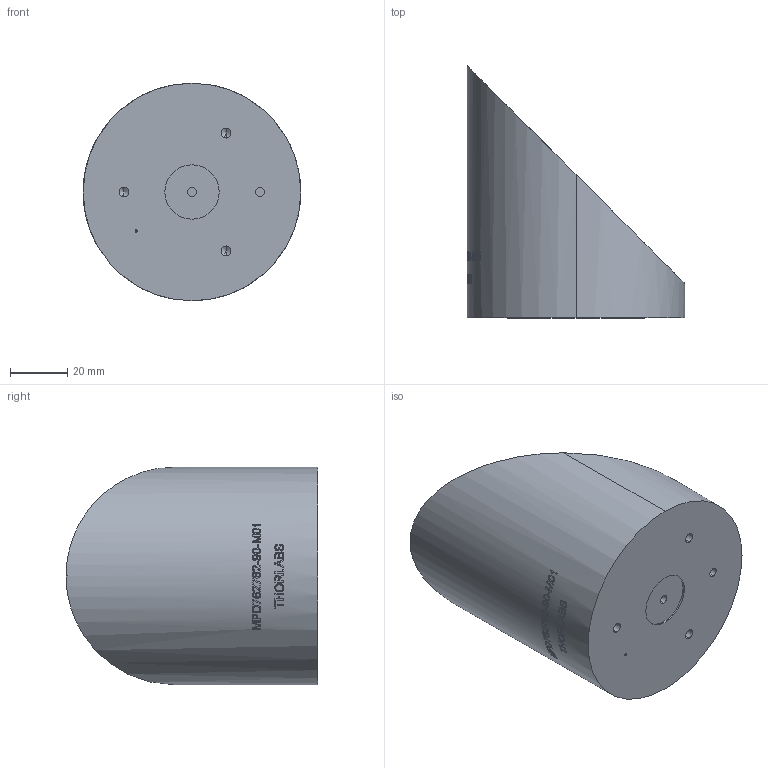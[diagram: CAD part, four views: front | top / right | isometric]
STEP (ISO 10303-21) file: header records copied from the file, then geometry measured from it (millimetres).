
FILE_DESCRIPTION (( 'STEP AP203' ), '1' );
FILE_NAME ('24805-E0W.STEP', '2014-09-08T18:20:36', ( 'admin' ), ( '' ), 'SwSTEP 2.0', 'SolidWorks 2014', '' );
FILE_SCHEMA (( 'CONFIG_CONTROL_DESIGN' ));
Length unit declared in the file: inch
Products named in the file (1): 24805-E0W
Bounding box: 76.2 x 88.2 x 76.2 mm (x, y, z)
Volume: 217117.9 mm3; surface area: 23455.6 mm2
Topology: 1 solids, 1 shells, 64 faces, 345 edges, 318 vertices
Faces by surface type: cylinder 50, cone 8, plane 4, bspline 2
Entity records: 8008 total; most frequent: CARTESIAN_POINT 5311, ORIENTED_EDGE 674, DIRECTION 383, EDGE_CURVE 337, VERTEX_POINT 318, B_SPLINE_CURVE_WITH_KNOTS 175, AXIS2_PLACEMENT_3D 158, EDGE_LOOP 107
